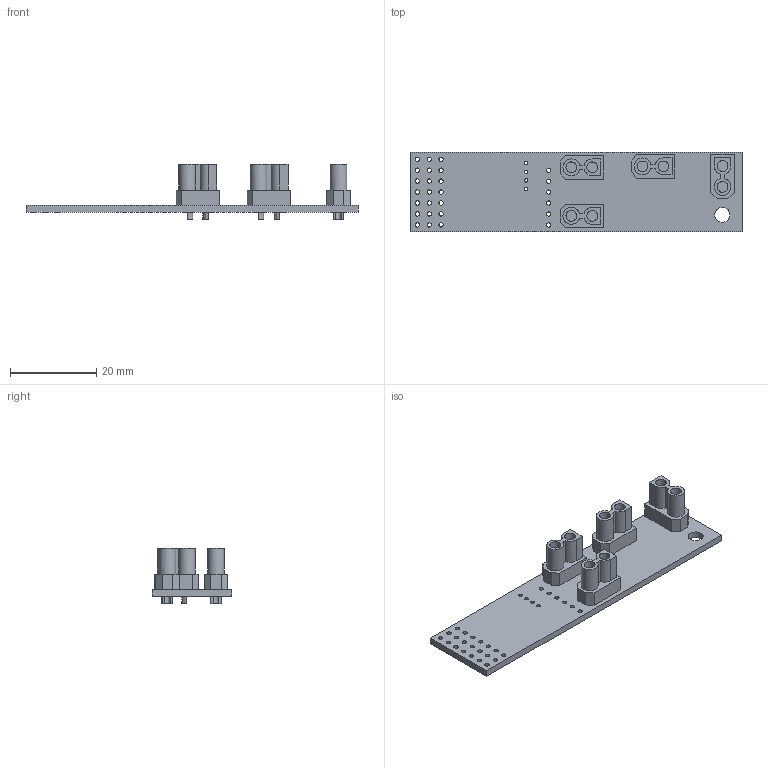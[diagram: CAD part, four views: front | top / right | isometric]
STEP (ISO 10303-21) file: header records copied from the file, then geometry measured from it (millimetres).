
FILE_DESCRIPTION(('KiCad electronic assembly'),'2;1');
FILE_NAME('PowerDistrubutionBoard.step','2023-08-05T01:17:23',('Pcbnew') ,('Kicad'),'Open CASCADE STEP processor 7.6','KiCad to STEP converter' ,'Unknown');
FILE_SCHEMA(('AUTOMOTIVE_DESIGN { 1 0 10303 214 1 1 1 1 }'));
Length unit declared in the file: millimetre
Products named in the file (4): PowerDistrubutionBoard 1; XT-30 v2; COMPOUND; _autosave-PowerDistrubutionBoard PCB
Assembly tree (6 placements, depth 3):
  PowerDistrubutionBoard 1
    XT-30 v2  x4
      COMPOUND
    _autosave-PowerDistrubutionBoard PCB
Bounding box: 77 x 18.5 x 12.86 mm (x, y, z)
Volume: 3367.2 mm3; surface area: 5404.9 mm2
Topology: 13 solids, 13 shells, 186 faces, 452 edges, 296 vertices
Faces by surface type: bspline 140, cylinder 40, plane 6
Full cylindrical faces by diameter (mm): 0.8 x4, 1 x27, 2.75 x8, 3.501 x1
Entity records: 6056 total; most frequent: CARTESIAN_POINT 2235, DIRECTION 502, ORIENTED_EDGE 424, PCURVE 424, DEFINITIONAL_REPRESENTATION 424, LINE 236, VECTOR 236, EDGE_CURVE 212
